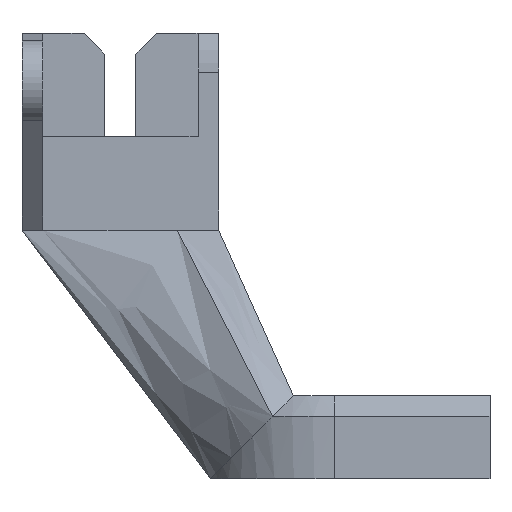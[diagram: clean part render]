
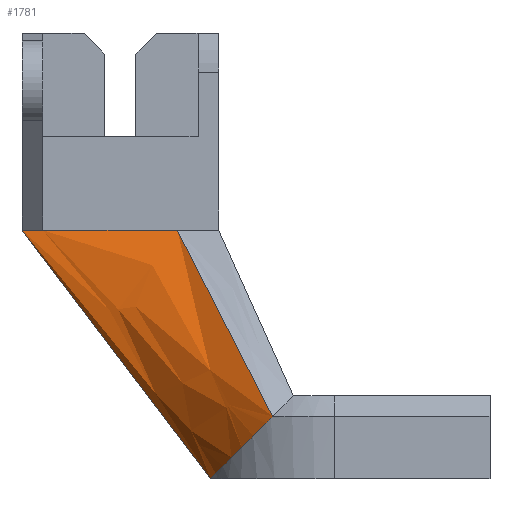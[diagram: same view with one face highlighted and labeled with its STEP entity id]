
A CAD part, left-side view. The second image highlights one B-rep face of the part: STEP entity #1781.
In plain terms, the highlighted free-form (B-spline) face has degree [3, 3] with [5, 4] control points.
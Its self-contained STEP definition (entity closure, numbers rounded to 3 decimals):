
#24=B_SPLINE_SURFACE_WITH_KNOTS('',3,3,((#3324,#3325,#3326,#3327),(#3328,
#3329,#3330,#3331),(#3332,#3333,#3334,#3335),(#3336,#3337,#3338,#3339),
(#3340,#3341,#3342,#3343)),.UNSPECIFIED.,.F.,.F.,.F.,(4,1,4),(4,4),(0.,
0.571,1.),(0.,1.),.UNSPECIFIED.);
#38=ELLIPSE('',#1919,17.678,12.5);
#39=ELLIPSE('',#1920,17.678,12.5);
#231=FACE_OUTER_BOUND('',#335,.T.);
#335=EDGE_LOOP('',(#1527,#1528,#1529,#1530,#1531,#1532));
#392=LINE('',#2473,#561);
#421=LINE('',#2547,#590);
#499=LINE('',#3320,#668);
#500=LINE('',#3345,#669);
#561=VECTOR('',#2006,10.);
#590=VECTOR('',#2067,10.);
#668=VECTOR('',#2295,21.223);
#669=VECTOR('',#2296,10.);
#726=VERTEX_POINT('',#2469);
#728=VERTEX_POINT('',#2472);
#757=VERTEX_POINT('',#2546);
#845=VERTEX_POINT('',#3319);
#846=VERTEX_POINT('',#3344);
#847=VERTEX_POINT('',#3346);
#901=EDGE_CURVE('',#728,#726,#392,.T.);
#938=EDGE_CURVE('',#757,#728,#421,.T.);
#1080=EDGE_CURVE('',#757,#845,#499,.T.);
#1082=EDGE_CURVE('',#726,#846,#500,.T.);
#1083=EDGE_CURVE('',#846,#847,#38,.T.);
#1084=EDGE_CURVE('',#847,#845,#39,.T.);
#1527=ORIENTED_EDGE('',*,*,#938,.T.);
#1528=ORIENTED_EDGE('',*,*,#901,.T.);
#1529=ORIENTED_EDGE('',*,*,#1082,.T.);
#1530=ORIENTED_EDGE('',*,*,#1083,.T.);
#1531=ORIENTED_EDGE('',*,*,#1084,.T.);
#1532=ORIENTED_EDGE('',*,*,#1080,.F.);
#1781=ADVANCED_FACE('',(#231),#24,.T.);
#1919=AXIS2_PLACEMENT_3D('',#3347,#2297,#2298);
#1920=AXIS2_PLACEMENT_3D('',#3348,#2299,#2300);
#2006=DIRECTION('',(0.,1.,0.));
#2067=DIRECTION('',(0.,1.,0.));
#2295=DIRECTION('',(-0.305,-0.433,-0.848));
#2296=DIRECTION('',(0.033,-0.604,-0.796));
#2297=DIRECTION('center_axis',(0.,0.707,
0.707));
#2298=DIRECTION('ref_axis',(0.,0.707,-0.707));
#2299=DIRECTION('center_axis',(0.,0.707,
0.707));
#2300=DIRECTION('ref_axis',(0.,0.707,-0.707));
#2469=CARTESIAN_POINT('',(-21.5,20.2,-25.5));
#2472=CARTESIAN_POINT('',(-21.5,18.2,-25.5));
#2473=CARTESIAN_POINT('',(-21.5,1.2,-25.5));
#2546=CARTESIAN_POINT('',(-21.5,5.199,-25.5));
#2547=CARTESIAN_POINT('',(-21.5,1.2,-25.5));
#3319=CARTESIAN_POINT('',(-27.966,-4.,-43.5));
#3320=CARTESIAN_POINT('',(-21.5,5.199,-25.5));
#3324=CARTESIAN_POINT('Ctrl Pts',(-21.5,5.199,-25.5));
#3325=CARTESIAN_POINT('Ctrl Pts',(-23.655,2.133,-31.5));
#3326=CARTESIAN_POINT('Ctrl Pts',(-25.811,-0.934,-37.5));
#3327=CARTESIAN_POINT('Ctrl Pts',(-27.966,-4.,-43.5));
#3328=CARTESIAN_POINT('Ctrl Pts',(-21.5,8.057,-25.5));
#3329=CARTESIAN_POINT('Ctrl Pts',(-23.356,4.586,-32.048));
#3330=CARTESIAN_POINT('Ctrl Pts',(-25.211,1.113,-38.594));
#3331=CARTESIAN_POINT('Ctrl Pts',(-27.067,-2.358,-45.142));
#3332=CARTESIAN_POINT('Ctrl Pts',(-21.5,13.057,-25.5));
#3333=CARTESIAN_POINT('Ctrl Pts',(-22.613,8.756,-32.885));
#3334=CARTESIAN_POINT('Ctrl Pts',(-23.726,4.456,-40.27));
#3335=CARTESIAN_POINT('Ctrl Pts',(-24.838,0.155,-47.655));
#3336=CARTESIAN_POINT('Ctrl Pts',(-21.5,18.057,-25.5));
#3337=CARTESIAN_POINT('Ctrl Pts',(-21.616,12.574,-33.369));
#3338=CARTESIAN_POINT('Ctrl Pts',(-21.732,7.09,-41.238));
#3339=CARTESIAN_POINT('Ctrl Pts',(-21.848,1.607,-49.107));
#3340=CARTESIAN_POINT('Ctrl Pts',(-21.5,20.2,-25.5));
#3341=CARTESIAN_POINT('Ctrl Pts',(-21.167,14.133,-33.5));
#3342=CARTESIAN_POINT('Ctrl Pts',(-20.833,8.067,-41.5));
#3343=CARTESIAN_POINT('Ctrl Pts',(-20.5,2.,-49.5));
#3344=CARTESIAN_POINT('',(-20.5,2.,-49.5));
#3345=CARTESIAN_POINT('',(-21.5,20.2,-25.5));
#3346=CARTESIAN_POINT('',(-27.587,-3.354,-44.146));
#3347=CARTESIAN_POINT('Origin',(-17.,-10.,-37.5));
#3348=CARTESIAN_POINT('Origin',(-17.,-10.,-37.5));
